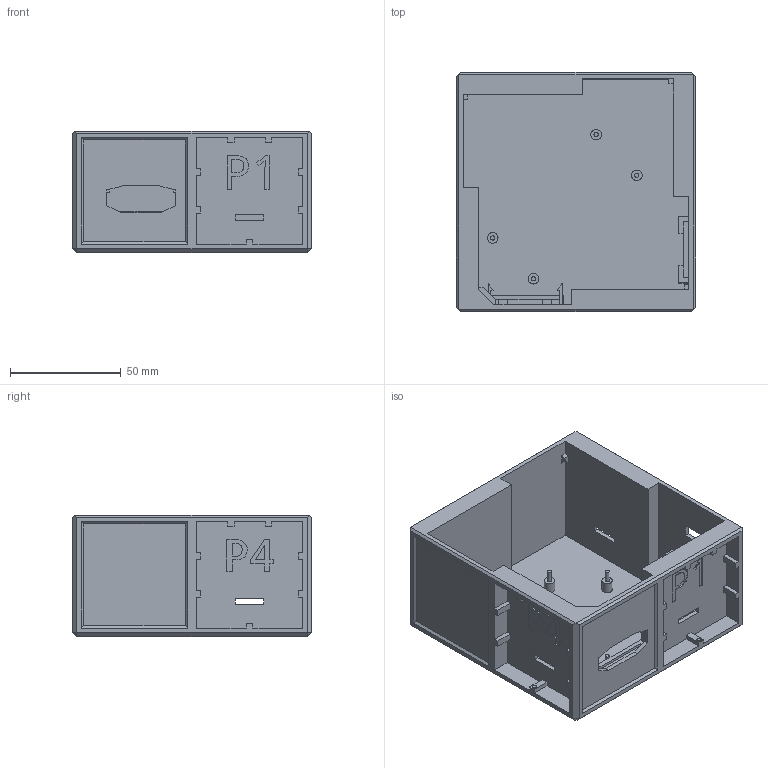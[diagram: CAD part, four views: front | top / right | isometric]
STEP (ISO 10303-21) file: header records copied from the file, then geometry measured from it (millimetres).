
FILE_DESCRIPTION(/* description */ ('STEP AP242','CAx-IF Rec.Pracs.---Representation and Presentation of Product Manufacturing Information (PMI)---4.0---2014-10-13','CAx-IF Rec.Pracs.---3D Tessellated Geometry---0.4---2014-09-14','2;1'),/* implementation_level */ '2;1');
FILE_NAME(/* name */ '68a32224a42c7f5fb949d581',/* time_stamp */ '2025-08-18T12:52:54Z',/* author */ (''),/* organization */ (''),/* preprocessor_version */ 'ST-DEVELOPER v20',/* originating_system */ 'ONSHAPE BY PTC INC, 1.202',/* authorisation */ ' ');
FILE_SCHEMA (('AP242_MANAGED_MODEL_BASED_3D_ENGINEERING_MIM_LF { 1 0 10303 442 1 1 4 }'));
Length unit declared in the file: metre
Products named in the file (1): Case
Bounding box: 108 x 108 x 55.01 mm (x, y, z)
Volume: 96035.1 mm3; surface area: 75814.8 mm2
Topology: 1 solids, 1 shells, 930 faces, 2525 edges, 1676 vertices
Faces by surface type: plane 613, bspline 231, cylinder 74, cone 12
Full cylindrical faces by diameter (mm): 1.92 x4, 4.8 x4
Entity records: 29679 total; most frequent: CARTESIAN_POINT 7653, ORIENTED_EDGE 5010, DIRECTION 3615, EDGE_CURVE 2505, LINE 1871, VECTOR 1871, VERTEX_POINT 1676, EDGE_LOOP 1043
